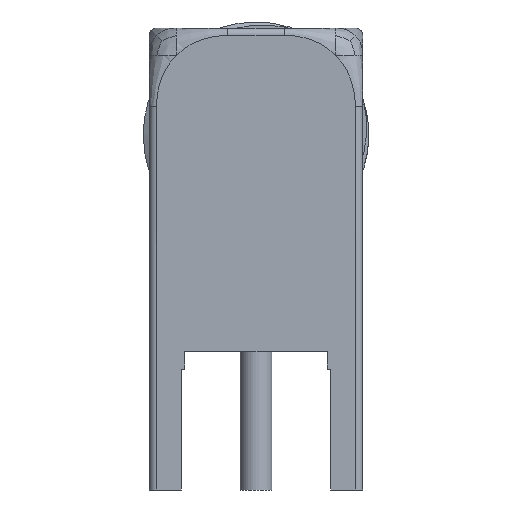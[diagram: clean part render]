
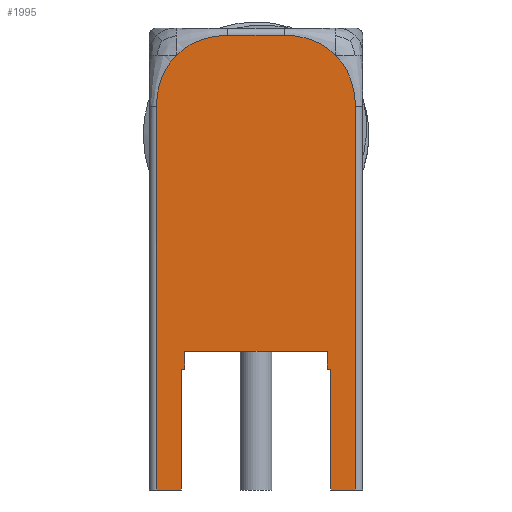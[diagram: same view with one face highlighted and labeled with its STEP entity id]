
A CAD part, left-side view. The second image highlights one B-rep face of the part: STEP entity #1995.
In plain terms, the highlighted planar face has unit normal (-1, 0, 0).
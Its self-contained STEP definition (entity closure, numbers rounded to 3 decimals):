
#1683 = VERTEX_POINT('',#1684);
#1684 = CARTESIAN_POINT('',(-3.,2.1,0.));
#1715 = VERTEX_POINT('',#1716);
#1716 = CARTESIAN_POINT('',(-3.,2.,0.));
#1722 = EDGE_CURVE('',#1683,#1715,#1723,.T.);
#1723 = LINE('',#1724,#1725);
#1724 = CARTESIAN_POINT('',(-3.,3.,0.));
#1725 = VECTOR('',#1726,1.);
#1726 = DIRECTION('',(0.,-1.,0.));
#1803 = VERTEX_POINT('',#1804);
#1804 = CARTESIAN_POINT('',(-3.,-2.1,0.));
#1810 = EDGE_CURVE('',#1811,#1803,#1813,.T.);
#1811 = VERTEX_POINT('',#1812);
#1812 = CARTESIAN_POINT('',(-3.,-2.,0.));
#1813 = LINE('',#1814,#1815);
#1814 = CARTESIAN_POINT('',(-3.,3.,0.));
#1815 = VECTOR('',#1816,1.);
#1816 = DIRECTION('',(0.,-1.,0.));
#1995 = ADVANCED_FACE('',(#1996),#2132,.F.);
#1996 = FACE_BOUND('',#1997,.T.);
#1997 = EDGE_LOOP('',(#1998,#2008,#2016,#2030,#2044,#2052,#2066,#2080,
    #2088,#2096,#2102,#2103,#2111,#2119,#2125,#2126));
#1998 = ORIENTED_EDGE('',*,*,#1999,.F.);
#1999 = EDGE_CURVE('',#2000,#2002,#2004,.T.);
#2000 = VERTEX_POINT('',#2001);
#2001 = CARTESIAN_POINT('',(-3.,-2.8,-3.4));
#2002 = VERTEX_POINT('',#2003);
#2003 = CARTESIAN_POINT('',(-3.,-2.1,-3.4));
#2004 = LINE('',#2005,#2006);
#2005 = CARTESIAN_POINT('',(-3.,0.,-3.4));
#2006 = VECTOR('',#2007,1.);
#2007 = DIRECTION('',(0.,1.,-0.));
#2008 = ORIENTED_EDGE('',*,*,#2009,.T.);
#2009 = EDGE_CURVE('',#2000,#2010,#2012,.T.);
#2010 = VERTEX_POINT('',#2011);
#2011 = CARTESIAN_POINT('',(-3.,-2.8,7.4));
#2012 = LINE('',#2013,#2014);
#2013 = CARTESIAN_POINT('',(-3.,-2.8,9.6));
#2014 = VECTOR('',#2015,1.);
#2015 = DIRECTION('',(0.,-0.,1.));
#2016 = ORIENTED_EDGE('',*,*,#2017,.T.);
#2017 = EDGE_CURVE('',#2010,#2018,#2020,.T.);
#2018 = VERTEX_POINT('',#2019);
#2019 = CARTESIAN_POINT('',(-3.,-2.239,8.839));
#2020 = B_SPLINE_CURVE_WITH_KNOTS('',3,(#2021,#2022,#2023,#2024,#2025,
    #2026,#2027,#2028,#2029),.UNSPECIFIED.,.F.,.F.,(4,1,2,2,4),(0.,0.25,
    0.375,0.5,1.),.UNSPECIFIED.);
#2021 = CARTESIAN_POINT('',(-3.,-2.8,7.4));
#2022 = CARTESIAN_POINT('',(-3.,-2.8,7.544));
#2023 = CARTESIAN_POINT('',(-3.,-2.782,7.754));
#2024 = CARTESIAN_POINT('',(-3.,-2.735,7.952));
#2025 = CARTESIAN_POINT('',(-3.,-2.698,8.081));
#2026 = CARTESIAN_POINT('',(-3.,-2.676,8.146));
#2027 = CARTESIAN_POINT('',(-3.,-2.556,8.449));
#2028 = CARTESIAN_POINT('',(-3.,-2.419,8.66));
#2029 = CARTESIAN_POINT('',(-3.,-2.239,8.839));
#2030 = ORIENTED_EDGE('',*,*,#2031,.T.);
#2031 = EDGE_CURVE('',#2018,#2032,#2034,.T.);
#2032 = VERTEX_POINT('',#2033);
#2033 = CARTESIAN_POINT('',(-3.,-0.8,9.4));
#2034 = B_SPLINE_CURVE_WITH_KNOTS('',3,(#2035,#2036,#2037,#2038,#2039,
    #2040,#2041,#2042,#2043),.UNSPECIFIED.,.F.,.F.,(4,1,2,2,4),(0.,0.25,
    0.375,0.5,1.),.UNSPECIFIED.);
#2035 = CARTESIAN_POINT('',(-3.,-2.239,8.839));
#2036 = CARTESIAN_POINT('',(-3.,-2.15,8.929));
#2037 = CARTESIAN_POINT('',(-3.,-2.003,9.048));
#2038 = CARTESIAN_POINT('',(-3.,-1.839,9.143));
#2039 = CARTESIAN_POINT('',(-3.,-1.726,9.202));
#2040 = CARTESIAN_POINT('',(-3.,-1.669,9.228));
#2041 = CARTESIAN_POINT('',(-3.,-1.358,9.351));
#2042 = CARTESIAN_POINT('',(-3.,-1.089,9.4));
#2043 = CARTESIAN_POINT('',(-3.,-0.8,9.4));
#2044 = ORIENTED_EDGE('',*,*,#2045,.T.);
#2045 = EDGE_CURVE('',#2032,#2046,#2048,.T.);
#2046 = VERTEX_POINT('',#2047);
#2047 = CARTESIAN_POINT('',(-3.,0.8,9.4));
#2048 = LINE('',#2049,#2050);
#2049 = CARTESIAN_POINT('',(-3.,3.,9.4));
#2050 = VECTOR('',#2051,1.);
#2051 = DIRECTION('',(0.,1.,-0.));
#2052 = ORIENTED_EDGE('',*,*,#2053,.T.);
#2053 = EDGE_CURVE('',#2046,#2054,#2056,.T.);
#2054 = VERTEX_POINT('',#2055);
#2055 = CARTESIAN_POINT('',(-3.,2.239,8.839));
#2056 = B_SPLINE_CURVE_WITH_KNOTS('',3,(#2057,#2058,#2059,#2060,#2061,
    #2062,#2063,#2064,#2065),.UNSPECIFIED.,.F.,.F.,(4,1,2,2,4),(0.,0.25,
    0.375,0.5,1.),.UNSPECIFIED.);
#2057 = CARTESIAN_POINT('',(-3.,0.8,9.4));
#2058 = CARTESIAN_POINT('',(-3.,0.944,9.4));
#2059 = CARTESIAN_POINT('',(-3.,1.154,9.382));
#2060 = CARTESIAN_POINT('',(-3.,1.352,9.335));
#2061 = CARTESIAN_POINT('',(-3.,1.481,9.298));
#2062 = CARTESIAN_POINT('',(-3.,1.546,9.276));
#2063 = CARTESIAN_POINT('',(-3.,1.849,9.156));
#2064 = CARTESIAN_POINT('',(-3.,2.06,9.019));
#2065 = CARTESIAN_POINT('',(-3.,2.239,8.839));
#2066 = ORIENTED_EDGE('',*,*,#2067,.T.);
#2067 = EDGE_CURVE('',#2054,#2068,#2070,.T.);
#2068 = VERTEX_POINT('',#2069);
#2069 = CARTESIAN_POINT('',(-3.,2.8,7.4));
#2070 = B_SPLINE_CURVE_WITH_KNOTS('',3,(#2071,#2072,#2073,#2074,#2075,
    #2076,#2077,#2078,#2079),.UNSPECIFIED.,.F.,.F.,(4,1,2,2,4),(0.,0.25,
    0.375,0.5,1.),.UNSPECIFIED.);
#2071 = CARTESIAN_POINT('',(-3.,2.239,8.839));
#2072 = CARTESIAN_POINT('',(-3.,2.329,8.75));
#2073 = CARTESIAN_POINT('',(-3.,2.448,8.603));
#2074 = CARTESIAN_POINT('',(-3.,2.543,8.439));
#2075 = CARTESIAN_POINT('',(-3.,2.602,8.326));
#2076 = CARTESIAN_POINT('',(-3.,2.628,8.269));
#2077 = CARTESIAN_POINT('',(-3.,2.751,7.958));
#2078 = CARTESIAN_POINT('',(-3.,2.8,7.689));
#2079 = CARTESIAN_POINT('',(-3.,2.8,7.4));
#2080 = ORIENTED_EDGE('',*,*,#2081,.T.);
#2081 = EDGE_CURVE('',#2068,#2082,#2084,.T.);
#2082 = VERTEX_POINT('',#2083);
#2083 = CARTESIAN_POINT('',(-3.,2.8,-3.4));
#2084 = LINE('',#2085,#2086);
#2085 = CARTESIAN_POINT('',(-3.,2.8,9.6));
#2086 = VECTOR('',#2087,1.);
#2087 = DIRECTION('',(0.,0.,-1.));
#2088 = ORIENTED_EDGE('',*,*,#2089,.T.);
#2089 = EDGE_CURVE('',#2082,#2090,#2092,.T.);
#2090 = VERTEX_POINT('',#2091);
#2091 = CARTESIAN_POINT('',(-3.,2.1,-3.4));
#2092 = LINE('',#2093,#2094);
#2093 = CARTESIAN_POINT('',(-3.,0.,-3.4));
#2094 = VECTOR('',#2095,1.);
#2095 = DIRECTION('',(0.,-1.,0.));
#2096 = ORIENTED_EDGE('',*,*,#2097,.F.);
#2097 = EDGE_CURVE('',#1683,#2090,#2098,.T.);
#2098 = LINE('',#2099,#2100);
#2099 = CARTESIAN_POINT('',(-3.,2.1,1.));
#2100 = VECTOR('',#2101,1.);
#2101 = DIRECTION('',(-0.,-0.,-1.));
#2102 = ORIENTED_EDGE('',*,*,#1722,.T.);
#2103 = ORIENTED_EDGE('',*,*,#2104,.F.);
#2104 = EDGE_CURVE('',#2105,#1715,#2107,.T.);
#2105 = VERTEX_POINT('',#2106);
#2106 = CARTESIAN_POINT('',(-3.,2.,0.5));
#2107 = LINE('',#2108,#2109);
#2108 = CARTESIAN_POINT('',(-3.,2.,0.5));
#2109 = VECTOR('',#2110,1.);
#2110 = DIRECTION('',(-0.,-0.,-1.));
#2111 = ORIENTED_EDGE('',*,*,#2112,.F.);
#2112 = EDGE_CURVE('',#2113,#2105,#2115,.T.);
#2113 = VERTEX_POINT('',#2114);
#2114 = CARTESIAN_POINT('',(-3.,-2.,0.5));
#2115 = LINE('',#2116,#2117);
#2116 = CARTESIAN_POINT('',(-3.,0.,0.5));
#2117 = VECTOR('',#2118,1.);
#2118 = DIRECTION('',(0.,1.,0.));
#2119 = ORIENTED_EDGE('',*,*,#2120,.T.);
#2120 = EDGE_CURVE('',#2113,#1811,#2121,.T.);
#2121 = LINE('',#2122,#2123);
#2122 = CARTESIAN_POINT('',(-3.,-2.,0.5));
#2123 = VECTOR('',#2124,1.);
#2124 = DIRECTION('',(-0.,-0.,-1.));
#2125 = ORIENTED_EDGE('',*,*,#1810,.T.);
#2126 = ORIENTED_EDGE('',*,*,#2127,.T.);
#2127 = EDGE_CURVE('',#1803,#2002,#2128,.T.);
#2128 = LINE('',#2129,#2130);
#2129 = CARTESIAN_POINT('',(-3.,-2.1,1.));
#2130 = VECTOR('',#2131,1.);
#2131 = DIRECTION('',(-0.,-0.,-1.));
#2132 = PLANE('',#2133);
#2133 = AXIS2_PLACEMENT_3D('',#2134,#2135,#2136);
#2134 = CARTESIAN_POINT('',(-3.,3.,9.6));
#2135 = DIRECTION('',(1.,0.,-0.));
#2136 = DIRECTION('',(0.,1.,0.));
